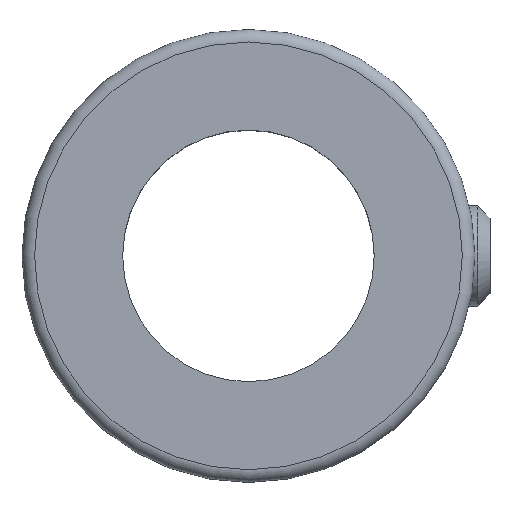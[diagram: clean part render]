
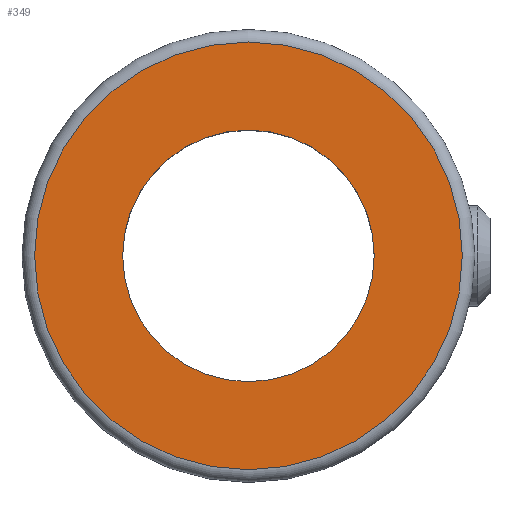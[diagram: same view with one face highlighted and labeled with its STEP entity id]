
A CAD part, top view. The second image highlights one B-rep face of the part: STEP entity #349.
In plain terms, the highlighted planar face has unit normal (0, 0, 1).
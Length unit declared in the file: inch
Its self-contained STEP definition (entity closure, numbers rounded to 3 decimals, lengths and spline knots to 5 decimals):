
#60=PLANE($,#391);
#75=CIRCLE($,#380,0.3125);
#80=CIRCLE($,#390,0.53125);
#104=FACE_BOUND($,#155,.T.);
#105=FACE_BOUND($,#156,.T.);
#155=EDGE_LOOP($,(#285));
#156=EDGE_LOOP($,(#286));
#189=VERTEX_POINT($,#658);
#194=VERTEX_POINT($,#673);
#223=EDGE_CURVE($,#189,#189,#75,.T.);
#228=EDGE_CURVE($,#194,#194,#80,.T.);
#285=ORIENTED_EDGE($,*,*,#223,.T.);
#286=ORIENTED_EDGE($,*,*,#228,.F.);
#349=ADVANCED_FACE($,(#104,#105),#60,.F.);
#380=AXIS2_PLACEMENT_3D($,#659,#440,#441);
#390=AXIS2_PLACEMENT_3D($,#674,#460,#461);
#391=AXIS2_PLACEMENT_3D($,#675,#462,#463);
#440=DIRECTION('center_axis',(0.,0.,-1.));
#441=DIRECTION('ref_axis',(-1.,0.,0.));
#460=DIRECTION('center_axis',(0.,0.,-1.));
#461=DIRECTION('ref_axis',(-1.,0.,0.));
#462=DIRECTION('center_axis',(0.,0.,-1.));
#463=DIRECTION('ref_axis',(-1.,0.,0.));
#658=CARTESIAN_POINT('',(0.3125,0.,0.1875));
#659=CARTESIAN_POINT('Origin',(0.,0.,0.1875));
#673=CARTESIAN_POINT('',(0.53125,0.,0.1875));
#674=CARTESIAN_POINT('Origin',(0.,0.,0.1875));
#675=CARTESIAN_POINT('Origin',(0.,0.,0.1875));
